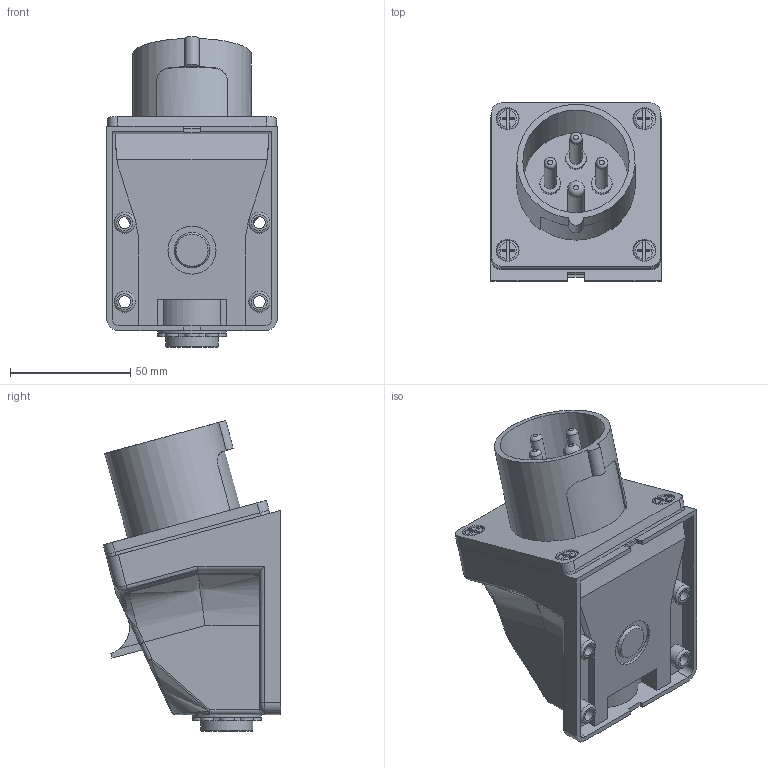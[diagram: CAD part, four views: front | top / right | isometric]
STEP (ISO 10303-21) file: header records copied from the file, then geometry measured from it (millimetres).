
FILE_DESCRIPTION (( 'STEP AP203' ), '1' );
FILE_NAME ('ps-514-16-380.ÃÌ Âèëêà ñòàöèîíàðíàÿ 514 3Ð+ÐÅ 16À 380Â IP44 EKF.STEP', '2025-09-30T13:53:57', ( '' ), ( '' ), 'SwSTEP 2.0', 'SolidWorks 2021', '' );
FILE_SCHEMA (( 'CONFIG_CONTROL_DESIGN' ));
Length unit declared in the file: millimetre
Products named in the file (3): ps-514-16-380.ÃÌ Âèëêà ñòàöèîíàðíàÿ 514 3Ð+ÐÅ 16À 380Â IP44 EKF; Êîïèÿ ps-514-16-380 âèëêà^ps-514-16-380.ÃÌ Âèëêà ñòàöèîíàðíàÿ 514 3Ð+ÐÅ 16À 380Â IP44 EKF_00; Êîïèÿ Êîïèÿ Êîðïóñ-ñòàöèîíàðêè^ps-514-16-380.ÃÌ Âèëêà ñòàöèîíàðíàÿ 514 3Ð+ÐÅ 16À 380Â IP44 EKF_00
Assembly tree (2 placements, depth 2):
  ps-514-16-380.ÃÌ Âèëêà ñòàöèîíàðíàÿ 514 3Ð+ÐÅ 16À 380Â IP44 EKF
    Êîïèÿ ps-514-16-380 âèëêà^ps-514-16-380.ÃÌ Âèëêà ñòàöèîíàðíàÿ 514 3Ð+ÐÅ 16À 380Â IP44 EKF_00
    Êîïèÿ Êîïèÿ Êîðïóñ-ñòàöèîíàðêè^ps-514-16-380.ÃÌ Âèëêà ñòàöèîíàðíàÿ 514 3Ð+ÐÅ 16À 380Â IP44 EKF_00
Bounding box: 71 x 73.97 x 129.38 mm (x, y, z)
Volume: 286770.5 mm3; surface area: 58687.5 mm2
Topology: 2 solids, 2 shells, 281 faces, 685 edges, 433 vertices
Faces by surface type: plane 149, cylinder 86, bspline 20, torus 19, sphere 6, cone 1
Full cylindrical faces by diameter (mm): 4 x4, 5 x7, 6.75 x1, 7 x1, 8.5 x3, 8.75 x4, 9.3 x4, 9.5 x4, 20 x1, 21.75 x1, 28.6 x1, 44.25 x1, 49.25 x1
Entity records: 9462 total; most frequent: CARTESIAN_POINT 2859, DIRECTION 1297, ORIENTED_EDGE 1254, EDGE_CURVE 627, AXIS2_PLACEMENT_3D 478, VERTEX_POINT 424, EDGE_LOOP 363, VECTOR 341
